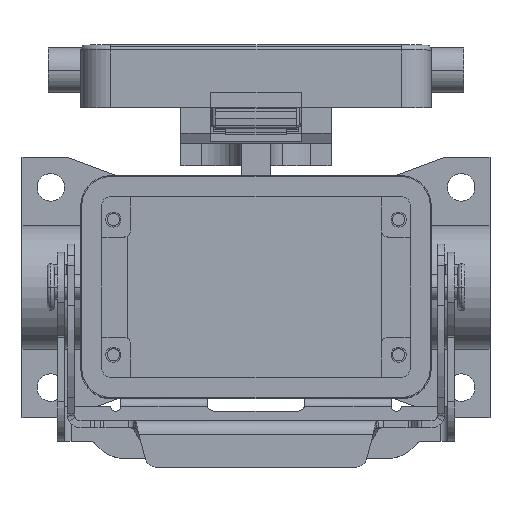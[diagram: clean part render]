
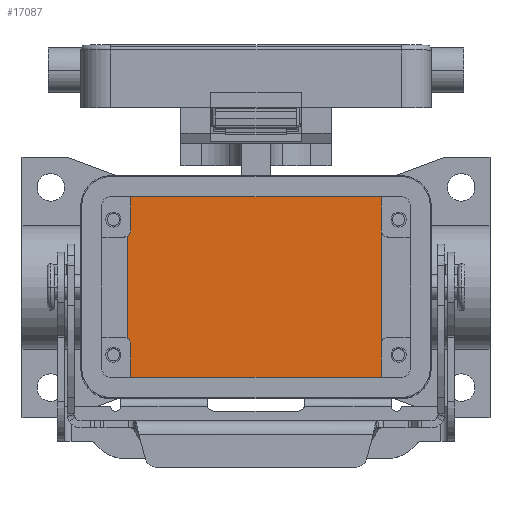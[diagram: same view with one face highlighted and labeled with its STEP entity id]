
A CAD part, top view. The second image highlights one B-rep face of the part: STEP entity #17087.
In plain terms, the highlighted planar face has unit normal (0, 0, 1).
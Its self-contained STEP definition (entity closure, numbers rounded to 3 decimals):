
#17014=CARTESIAN_POINT('',(0.0,0.,-46.0));
#17015=DIRECTION('',(0.0,0.0,1.0));
#17016=DIRECTION('',(1.0,0.0,0.0));
#17017=AXIS2_PLACEMENT_3D('',#17014,#17015,#17016);
#17018=PLANE('',#17017);
#17019=CARTESIAN_POINT('',(-25.75,10.201,-46.0));
#17020=VERTEX_POINT('',#17019);
#17021=CARTESIAN_POINT('',(-25.75,-10.201,-46.0));
#17022=VERTEX_POINT('',#17021);
#17023=CARTESIAN_POINT('',(-25.75,10.201,-46.0));
#17024=DIRECTION('',(0.0,-1.0,0.0));
#17025=VECTOR('',#17024,20.402);
#17026=LINE('',#17023,#17025);
#17027=EDGE_CURVE('',#17020,#17022,#17026,.T.);
#17028=ORIENTED_EDGE('',*,*,#17027,.T.);
#17029=CARTESIAN_POINT('',(-25.0,-11.5,-46.0));
#17030=VERTEX_POINT('',#17029);
#17031=CARTESIAN_POINT('',(-26.5,-11.5,-46.0));
#17032=DIRECTION('',(0.0,0.0,-1.0));
#17033=DIRECTION('',(-1.0,0.0,0.0));
#17034=AXIS2_PLACEMENT_3D('',#17031,#17032,#17033);
#17035=CIRCLE('',#17034,1.5);
#17036=EDGE_CURVE('',#17022,#17030,#17035,.T.);
#17037=ORIENTED_EDGE('',*,*,#17036,.T.);
#17038=CARTESIAN_POINT('',(-25.0,-18.25,-46.0));
#17039=VERTEX_POINT('',#17038);
#17040=CARTESIAN_POINT('',(-25.0,-11.5,-46.0));
#17041=DIRECTION('',(0.0,-1.0,0.0));
#17042=VECTOR('',#17041,6.75);
#17043=LINE('',#17040,#17042);
#17044=EDGE_CURVE('',#17030,#17039,#17043,.T.);
#17045=ORIENTED_EDGE('',*,*,#17044,.T.);
#17046=CARTESIAN_POINT('',(25.0,-18.25,-46.0));
#17047=VERTEX_POINT('',#17046);
#17048=CARTESIAN_POINT('',(-25.0,-18.25,-46.0));
#17049=DIRECTION('',(1.0,0.0,0.0));
#17050=VECTOR('',#17049,50.0);
#17051=LINE('',#17048,#17050);
#17052=EDGE_CURVE('',#17039,#17047,#17051,.T.);
#17053=ORIENTED_EDGE('',*,*,#17052,.T.);
#17054=CARTESIAN_POINT('',(25.,18.25,-46.0));
#17055=VERTEX_POINT('',#17054);
#17056=CARTESIAN_POINT('',(25.0,-18.25,-46.0));
#17057=DIRECTION('',(0.0,1.0,0.0));
#17058=VECTOR('',#17057,36.5);
#17059=LINE('',#17056,#17058);
#17060=EDGE_CURVE('',#17047,#17055,#17059,.T.);
#17061=ORIENTED_EDGE('',*,*,#17060,.T.);
#17062=CARTESIAN_POINT('',(-25.0,18.25,-46.0));
#17063=VERTEX_POINT('',#17062);
#17064=CARTESIAN_POINT('',(25.,18.25,-46.0));
#17065=DIRECTION('',(-1.0,0.0,0.0));
#17066=VECTOR('',#17065,50.);
#17067=LINE('',#17064,#17066);
#17068=EDGE_CURVE('',#17055,#17063,#17067,.T.);
#17069=ORIENTED_EDGE('',*,*,#17068,.T.);
#17070=CARTESIAN_POINT('',(-25.,11.5,-46.0));
#17071=VERTEX_POINT('',#17070);
#17072=CARTESIAN_POINT('',(-25.0,18.25,-46.0));
#17073=DIRECTION('',(0.0,-1.0,0.0));
#17074=VECTOR('',#17073,6.75);
#17075=LINE('',#17072,#17074);
#17076=EDGE_CURVE('',#17063,#17071,#17075,.T.);
#17077=ORIENTED_EDGE('',*,*,#17076,.T.);
#17078=CARTESIAN_POINT('',(-26.5,11.5,-46.0));
#17079=DIRECTION('',(0.0,0.0,-1.0));
#17080=DIRECTION('',(0.0,-1.0,0.0));
#17081=AXIS2_PLACEMENT_3D('',#17078,#17079,#17080);
#17082=CIRCLE('',#17081,1.5);
#17083=EDGE_CURVE('',#17071,#17020,#17082,.T.);
#17084=ORIENTED_EDGE('',*,*,#17083,.T.);
#17085=EDGE_LOOP('',(#17028,#17037,#17045,#17053,#17061,#17069,#17077,#17084));
#17086=FACE_OUTER_BOUND('',#17085,.T.);
#17087=ADVANCED_FACE('',(#17086),#17018,.T.);
